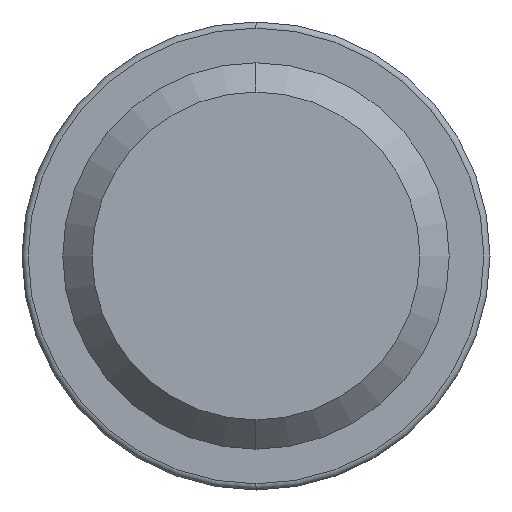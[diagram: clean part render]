
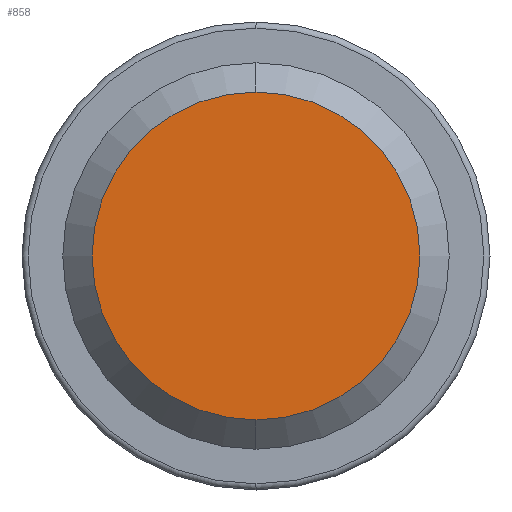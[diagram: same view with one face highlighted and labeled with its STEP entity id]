
A CAD part, left-side view. The second image highlights one B-rep face of the part: STEP entity #858.
In plain terms, the highlighted planar face has unit normal (-1, 0, 0).
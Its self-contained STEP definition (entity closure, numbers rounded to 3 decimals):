
#295=CARTESIAN_POINT('',(-0.004,0.,0.));
#296=DIRECTION('',(-1.,0.,0.));
#297=DIRECTION('',(0.,0.,-1.));
#298=AXIS2_PLACEMENT_3D('',#295,#296,#297);
#300=CARTESIAN_POINT('',(-0.004,0.,0.));
#301=DIRECTION('',(1.,0.,0.));
#302=DIRECTION('',(0.,0.,-1.));
#303=AXIS2_PLACEMENT_3D('',#300,#301,#302);
#485=CARTESIAN_POINT('',(-0.004,0.,-2.252));
#486=VERTEX_POINT('',#485);
#497=CARTESIAN_POINT('',(-0.004,0.,2.252));
#498=VERTEX_POINT('',#497);
#849=CARTESIAN_POINT('',(-0.004,0.,0.));
#850=DIRECTION('',(1.,0.,0.));
#851=DIRECTION('',(0.,0.,1.));
#852=AXIS2_PLACEMENT_3D('',#849,#850,#851);
#853=PLANE('',#852);
#854=ORIENTED_EDGE('',*,*,#842,.F.);
#855=ORIENTED_EDGE('',*,*,#831,.T.);
#856=EDGE_LOOP('',(#854,#855));
#857=FACE_OUTER_BOUND('',#856,.F.);
#858=ADVANCED_FACE('',(#857),#853,.F.);
#299=CIRCLE('',#298,2.252);
#304=CIRCLE('',#303,2.252);
#831=EDGE_CURVE('',#486,#498,#304,.T.);
#842=EDGE_CURVE('',#486,#498,#299,.T.);
